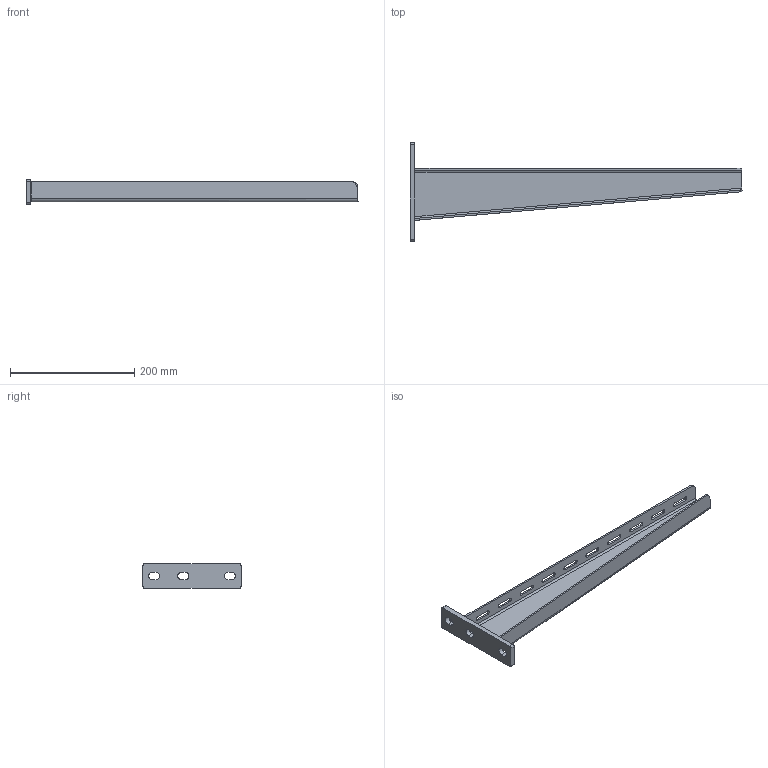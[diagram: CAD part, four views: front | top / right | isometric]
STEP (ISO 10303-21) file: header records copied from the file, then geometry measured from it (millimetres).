
FILE_DESCRIPTION (( 'STEP AP203' ), '1' );
FILE_NAME ('Óñèëåííàÿ êîíñîëü_BBH7050.STEP', '2012-11-16T07:22:47', ( 'Àñååâ' ), ( '' ), 'SwSTEP 2.0', 'SolidWorks 2012', '' );
FILE_SCHEMA (( 'CONFIG_CONTROL_DESIGN' ));
Length unit declared in the file: millimetre
Products named in the file (1): Óñèëåííàÿ êîíñîëü_BBH7050
Bounding box: 535.06 x 158 x 40 mm (x, y, z)
Volume: 225119.9 mm3; surface area: 141088.9 mm2
Topology: 2 solids, 2 shells, 89 faces, 239 edges, 154 vertices
Faces by surface type: plane 49, cylinder 36, bspline 4
Entity records: 2952 total; most frequent: CARTESIAN_POINT 576, ORIENTED_EDGE 478, DIRECTION 466, EDGE_CURVE 239, VECTOR 158, LINE 158, VERTEX_POINT 154, AXIS2_PLACEMENT_3D 154
